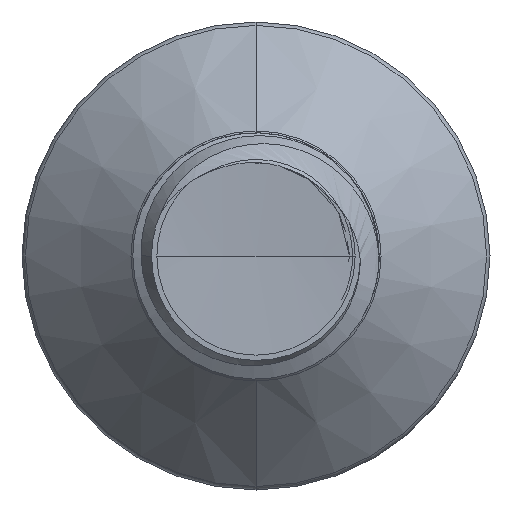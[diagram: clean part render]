
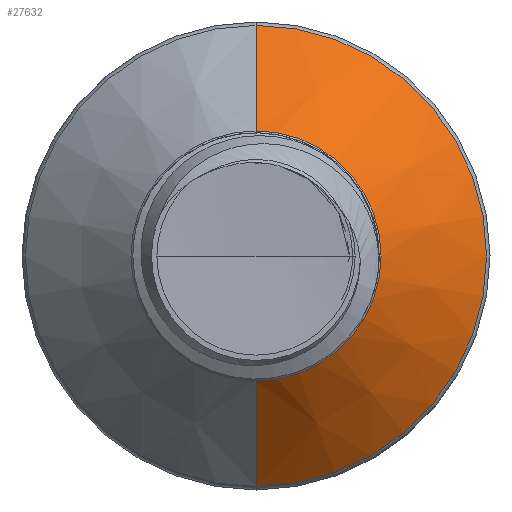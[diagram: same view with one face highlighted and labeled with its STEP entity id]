
A CAD part, front view. The second image highlights one B-rep face of the part: STEP entity #27632.
In plain terms, the highlighted conical face has half-angle 45 degrees and reference radius 1.016 mm.
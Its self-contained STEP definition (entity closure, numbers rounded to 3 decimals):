
#562 = VECTOR ( 'NONE', #22457, 1000. ) ;
#1084 = CARTESIAN_POINT ( 'NONE',  ( 0., 7.489, 0. ) ) ;
#1756 = CONICAL_SURFACE ( 'NONE', #11563, 1.016, 0.785 ) ;
#3382 = DIRECTION ( 'NONE',  ( 0., 0., 1. ) ) ;
#4558 = AXIS2_PLACEMENT_3D ( 'NONE', #11294, #27030, #13598 ) ;
#4569 = LINE ( 'NONE', #8466, #14655 ) ;
#5387 = ORIENTED_EDGE ( 'NONE', *, *, #15205, .F. ) ;
#5544 = EDGE_CURVE ( 'NONE', #25364, #24383, #4569, .T. ) ;
#6485 = CARTESIAN_POINT ( 'NONE',  ( 0., 7.489, 1.016 ) ) ;
#8099 = EDGE_CURVE ( 'NONE', #22711, #24383, #23463, .T. ) ;
#8267 = CARTESIAN_POINT ( 'NONE',  ( 0., 7.489, 1.016 ) ) ;
#8394 = DIRECTION ( 'NONE',  ( 0., 0.707, -0.707 ) ) ;
#8466 = CARTESIAN_POINT ( 'NONE',  ( 0., 7.489, -1.016 ) ) ;
#10040 = DIRECTION ( 'NONE',  ( 0., 0., 1. ) ) ;
#10957 = CARTESIAN_POINT ( 'NONE',  ( 0., 8.345, 1.872 ) ) ;
#11294 = CARTESIAN_POINT ( 'NONE',  ( 0., 8.345, 0. ) ) ;
#11563 = AXIS2_PLACEMENT_3D ( 'NONE', #23625, #21392, #10040 ) ;
#13598 = DIRECTION ( 'NONE',  ( 0., 0., 1. ) ) ;
#14182 = CARTESIAN_POINT ( 'NONE',  ( 0., 7.489, -1.016 ) ) ;
#14655 = VECTOR ( 'NONE', #8394, 1000. ) ;
#15205 = EDGE_CURVE ( 'NONE', #26357, #22711, #24104, .T. ) ;
#16530 = AXIS2_PLACEMENT_3D ( 'NONE', #1084, #17141, #3382 ) ;
#17141 = DIRECTION ( 'NONE',  ( 0., 1., 0. ) ) ;
#20390 = CARTESIAN_POINT ( 'NONE',  ( 0., 8.345, -1.872 ) ) ;
#21392 = DIRECTION ( 'NONE',  ( 0., 1., 0. ) ) ;
#22457 = DIRECTION ( 'NONE',  ( 0., 0.707, 0.707 ) ) ;
#22711 = VERTEX_POINT ( 'NONE', #10957 ) ;
#23463 = CIRCLE ( 'NONE', #4558, 1.872 ) ;
#23625 = CARTESIAN_POINT ( 'NONE',  ( 0., 7.489, 0. ) ) ;
#23833 = EDGE_CURVE ( 'NONE', #26357, #25364, #27108, .T. ) ;
#24104 = LINE ( 'NONE', #6485, #562 ) ;
#24326 = EDGE_LOOP ( 'NONE', ( #28009, #25525, #28465, #5387 ) ) ;
#24383 = VERTEX_POINT ( 'NONE', #20390 ) ;
#25364 = VERTEX_POINT ( 'NONE', #14182 ) ;
#25525 = ORIENTED_EDGE ( 'NONE', *, *, #5544, .T. ) ;
#25951 = FACE_OUTER_BOUND ( 'NONE', #24326, .T. ) ;
#26357 = VERTEX_POINT ( 'NONE', #8267 ) ;
#27030 = DIRECTION ( 'NONE',  ( 0., 1., 0. ) ) ;
#27108 = CIRCLE ( 'NONE', #16530, 1.016 ) ;
#27632 = ADVANCED_FACE ( 'NONE', ( #25951 ), #1756, .T. ) ;
#28009 = ORIENTED_EDGE ( 'NONE', *, *, #23833, .T. ) ;
#28465 = ORIENTED_EDGE ( 'NONE', *, *, #8099, .F. ) ;
